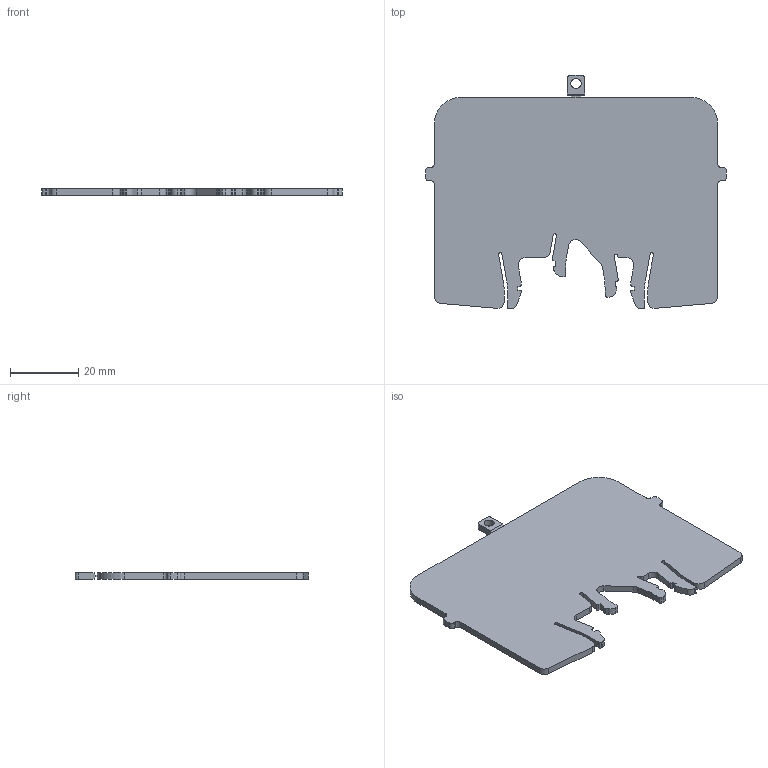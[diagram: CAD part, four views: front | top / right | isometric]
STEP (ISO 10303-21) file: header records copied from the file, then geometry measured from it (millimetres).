
FILE_DESCRIPTION(/* description */ (''),/* implementation_level */ '2;1');
FILE_NAME(/* name */ '2957_TWMF_iso.stp',/* time_stamp */ '2011-07-27T15:18:33+02:00',/* author */ (''),/* organization */ (''),/* preprocessor_version */ 'ST-DEVELOPER v11',/* originating_system */ 'SIEMENS UGS NX 6.0',/* authorisation */ '');
FILE_SCHEMA (('CONFIG_CONTROL_DESIGN'));
Length unit declared in the file: millimetre
Products named in the file (1): 2957_TWMF_iso
Bounding box: 88 x 68.5 x 2 mm (x, y, z)
Volume: 9224 mm3; surface area: 10142.7 mm2
Topology: 1 solids, 1 shells, 130 faces, 378 edges, 251 vertices
Faces by surface type: plane 75, cylinder 55
Full cylindrical faces by diameter (mm): 3 x1
Entity records: 4384 total; most frequent: CARTESIAN_POINT 757, ORIENTED_EDGE 752, DIRECTION 748, EDGE_CURVE 376, LINE 266, VECTOR 266, VERTEX_POINT 250, AXIS2_PLACEMENT_3D 241
